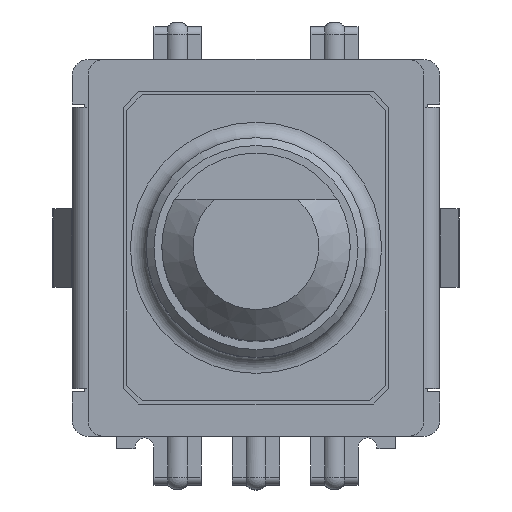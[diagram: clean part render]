
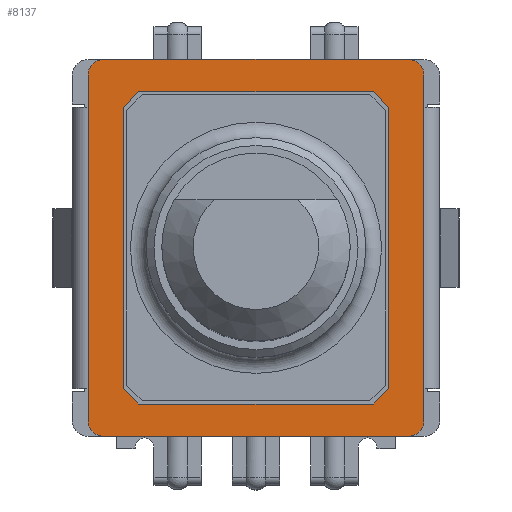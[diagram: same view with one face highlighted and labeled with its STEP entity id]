
A CAD part, top view. The second image highlights one B-rep face of the part: STEP entity #8137.
In plain terms, the highlighted planar face has unit normal (0, 0, 1).
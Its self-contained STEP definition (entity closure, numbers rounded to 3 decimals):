
#456=PLANE('',#10217);
#1058=LINE('',#14242,#1893);
#1067=LINE('',#14268,#1902);
#1092=LINE('',#14326,#1927);
#1095=LINE('',#14332,#1930);
#1098=LINE('',#14338,#1933);
#1099=LINE('',#14339,#1934);
#1100=LINE('',#14340,#1935);
#1101=LINE('',#14341,#1936);
#1102=LINE('',#14342,#1937);
#1103=LINE('',#14343,#1938);
#1104=LINE('',#14344,#1939);
#1105=LINE('',#14347,#1940);
#1106=LINE('',#14349,#1941);
#1107=LINE('',#14351,#1942);
#1108=LINE('',#14352,#1943);
#1109=LINE('',#14353,#1944);
#1893=VECTOR('',#11480,1000.);
#1902=VECTOR('',#11509,1000.);
#1927=VECTOR('',#11574,1000.);
#1930=VECTOR('',#11579,1000.);
#1933=VECTOR('',#11584,1000.);
#1934=VECTOR('',#11585,1000.);
#1935=VECTOR('',#11586,1000.);
#1936=VECTOR('',#11587,1000.);
#1937=VECTOR('',#11588,1000.);
#1938=VECTOR('',#11589,1000.);
#1939=VECTOR('',#11590,1000.);
#1940=VECTOR('',#11591,1000.);
#1941=VECTOR('',#11592,1000.);
#1942=VECTOR('',#11593,1000.);
#1943=VECTOR('',#11594,1000.);
#1944=VECTOR('',#11595,1000.);
#3402=ORIENTED_EDGE('',*,*,#5322,.T.);
#3403=ORIENTED_EDGE('',*,*,#5314,.T.);
#3404=ORIENTED_EDGE('',*,*,#5323,.T.);
#3405=ORIENTED_EDGE('',*,*,#5311,.T.);
#3406=ORIENTED_EDGE('',*,*,#5324,.T.);
#3407=ORIENTED_EDGE('',*,*,#5272,.T.);
#3408=ORIENTED_EDGE('',*,*,#5325,.T.);
#3409=ORIENTED_EDGE('',*,*,#5306,.T.);
#3410=ORIENTED_EDGE('',*,*,#5326,.T.);
#3411=ORIENTED_EDGE('',*,*,#5303,.T.);
#3412=ORIENTED_EDGE('',*,*,#5327,.T.);
#3413=ORIENTED_EDGE('',*,*,#5285,.T.);
#3414=ORIENTED_EDGE('',*,*,#5328,.T.);
#3415=ORIENTED_EDGE('',*,*,#5329,.T.);
#3416=ORIENTED_EDGE('',*,*,#5330,.T.);
#3417=ORIENTED_EDGE('',*,*,#5331,.T.);
#3418=ORIENTED_EDGE('',*,*,#5316,.T.);
#3419=ORIENTED_EDGE('',*,*,#5332,.T.);
#3420=ORIENTED_EDGE('',*,*,#5319,.T.);
#3421=ORIENTED_EDGE('',*,*,#5333,.T.);
#5272=EDGE_CURVE('',#6322,#6323,#1058,.T.);
#5285=EDGE_CURVE('',#6329,#6330,#1067,.T.);
#5303=EDGE_CURVE('',#6337,#6336,#6778,.T.);
#5306=EDGE_CURVE('',#6339,#6338,#6779,.T.);
#5311=EDGE_CURVE('',#6341,#6340,#6780,.T.);
#5314=EDGE_CURVE('',#6343,#6342,#6781,.T.);
#5316=EDGE_CURVE('',#6344,#6345,#1092,.T.);
#5319=EDGE_CURVE('',#6346,#6347,#1095,.T.);
#5322=EDGE_CURVE('',#6330,#6343,#1098,.T.);
#5323=EDGE_CURVE('',#6342,#6341,#1099,.T.);
#5324=EDGE_CURVE('',#6340,#6322,#1100,.T.);
#5325=EDGE_CURVE('',#6323,#6339,#1101,.T.);
#5326=EDGE_CURVE('',#6338,#6337,#1102,.T.);
#5327=EDGE_CURVE('',#6336,#6329,#1103,.T.);
#5328=EDGE_CURVE('',#6348,#6349,#1104,.T.);
#5329=EDGE_CURVE('',#6349,#6350,#1105,.F.);
#5330=EDGE_CURVE('',#6350,#6351,#1106,.T.);
#5331=EDGE_CURVE('',#6351,#6344,#1107,.F.);
#5332=EDGE_CURVE('',#6345,#6346,#1108,.F.);
#5333=EDGE_CURVE('',#6347,#6348,#1109,.F.);
#6322=VERTEX_POINT('',#14239);
#6323=VERTEX_POINT('',#14241);
#6329=VERTEX_POINT('',#14265);
#6330=VERTEX_POINT('',#14267);
#6336=VERTEX_POINT('',#14300);
#6337=VERTEX_POINT('',#14302);
#6338=VERTEX_POINT('',#14306);
#6339=VERTEX_POINT('',#14308);
#6340=VERTEX_POINT('',#14315);
#6341=VERTEX_POINT('',#14317);
#6342=VERTEX_POINT('',#14321);
#6343=VERTEX_POINT('',#14323);
#6344=VERTEX_POINT('',#14327);
#6345=VERTEX_POINT('',#14328);
#6346=VERTEX_POINT('',#14333);
#6347=VERTEX_POINT('',#14334);
#6348=VERTEX_POINT('',#14345);
#6349=VERTEX_POINT('',#14346);
#6350=VERTEX_POINT('',#14348);
#6351=VERTEX_POINT('',#14350);
#6778=CIRCLE('',#10207,0.5);
#6779=CIRCLE('',#10209,0.5);
#6780=CIRCLE('',#10212,0.5);
#6781=CIRCLE('',#10214,0.5);
#7092=EDGE_LOOP('',(#3402,#3403,#3404,#3405,#3406,#3407,#3408,#3409,#3410,
#3411,#3412,#3413));
#7093=EDGE_LOOP('',(#3414,#3415,#3416,#3417,#3418,#3419,#3420,#3421));
#7580=FACE_BOUND('',#7092,.T.);
#7581=FACE_BOUND('',#7093,.T.);
#8137=ADVANCED_FACE('',(#7580,#7581),#456,.T.);
#10207=AXIS2_PLACEMENT_3D('',#14301,#11547,#11548);
#10209=AXIS2_PLACEMENT_3D('',#14307,#11553,#11554);
#10212=AXIS2_PLACEMENT_3D('',#14316,#11563,#11564);
#10214=AXIS2_PLACEMENT_3D('',#14322,#11569,#11570);
#10217=AXIS2_PLACEMENT_3D('',#14337,#11582,#11583);
#11480=DIRECTION('',(0.,-1.,0.));
#11509=DIRECTION('',(0.,1.,0.));
#11547=DIRECTION('',(0.,0.,1.));
#11548=DIRECTION('',(1.,0.,0.));
#11553=DIRECTION('',(0.,0.,1.));
#11554=DIRECTION('',(1.,0.,0.));
#11563=DIRECTION('',(0.,0.,1.));
#11564=DIRECTION('',(1.,0.,0.));
#11569=DIRECTION('',(0.,0.,1.));
#11570=DIRECTION('',(1.,0.,0.));
#11574=DIRECTION('',(0.,1.,0.));
#11579=DIRECTION('',(1.,0.,0.));
#11582=DIRECTION('',(0.,0.,1.));
#11583=DIRECTION('',(1.,0.,0.));
#11584=DIRECTION('',(0.,1.,0.));
#11585=DIRECTION('',(-1.,0.,0.));
#11586=DIRECTION('',(0.,-1.,0.));
#11587=DIRECTION('',(0.,-1.,0.));
#11588=DIRECTION('',(1.,0.,0.));
#11589=DIRECTION('',(0.,1.,0.));
#11590=DIRECTION('',(0.,-1.,0.));
#11591=DIRECTION('',(0.707,0.707,0.));
#11592=DIRECTION('',(-1.,0.,0.));
#11593=DIRECTION('',(0.707,-0.707,0.));
#11594=DIRECTION('',(-0.707,-0.707,0.));
#11595=DIRECTION('',(-0.707,0.707,0.));
#14239=CARTESIAN_POINT('',(-5.35,4.475,0.));
#14241=CARTESIAN_POINT('',(-5.35,-4.475,0.));
#14242=CARTESIAN_POINT('',(-5.35,4.475,0.));
#14265=CARTESIAN_POINT('',(5.35,-4.475,0.));
#14267=CARTESIAN_POINT('',(5.35,4.475,0.));
#14268=CARTESIAN_POINT('',(5.35,-4.475,0.));
#14300=CARTESIAN_POINT('',(5.35,-5.5,0.));
#14301=CARTESIAN_POINT('',(4.85,-5.5,0.));
#14302=CARTESIAN_POINT('',(4.85,-6.,0.));
#14306=CARTESIAN_POINT('',(-4.85,-6.,0.));
#14307=CARTESIAN_POINT('',(-4.85,-5.5,0.));
#14308=CARTESIAN_POINT('',(-5.35,-5.5,0.));
#14315=CARTESIAN_POINT('',(-5.35,5.5,0.));
#14316=CARTESIAN_POINT('',(-4.85,5.5,0.));
#14317=CARTESIAN_POINT('',(-4.85,6.,0.));
#14321=CARTESIAN_POINT('',(4.85,6.,0.));
#14322=CARTESIAN_POINT('',(4.85,5.5,0.));
#14323=CARTESIAN_POINT('',(5.35,5.5,0.));
#14326=CARTESIAN_POINT('',(-4.23,-4.975,0.));
#14327=CARTESIAN_POINT('',(-4.23,-4.475,0.));
#14328=CARTESIAN_POINT('',(-4.23,4.475,0.));
#14332=CARTESIAN_POINT('',(-4.23,4.975,0.));
#14333=CARTESIAN_POINT('',(-3.73,4.975,0.));
#14334=CARTESIAN_POINT('',(3.73,4.975,0.));
#14337=CARTESIAN_POINT('',(0.,0.,0.));
#14338=CARTESIAN_POINT('',(5.35,-6.,0.));
#14339=CARTESIAN_POINT('',(5.35,6.,0.));
#14340=CARTESIAN_POINT('',(-5.35,6.,0.));
#14341=CARTESIAN_POINT('',(-5.35,6.,0.));
#14342=CARTESIAN_POINT('',(-5.35,-6.,0.));
#14343=CARTESIAN_POINT('',(5.35,-6.,0.));
#14344=CARTESIAN_POINT('',(4.23,4.975,0.));
#14345=CARTESIAN_POINT('',(4.23,4.475,0.));
#14346=CARTESIAN_POINT('',(4.23,-4.475,0.));
#14347=CARTESIAN_POINT('',(4.23,-4.475,0.));
#14348=CARTESIAN_POINT('',(3.73,-4.975,0.));
#14349=CARTESIAN_POINT('',(4.23,-4.975,0.));
#14350=CARTESIAN_POINT('',(-3.73,-4.975,0.));
#14351=CARTESIAN_POINT('',(-3.73,-4.975,0.));
#14352=CARTESIAN_POINT('',(-4.23,4.475,0.));
#14353=CARTESIAN_POINT('',(3.73,4.975,0.));
